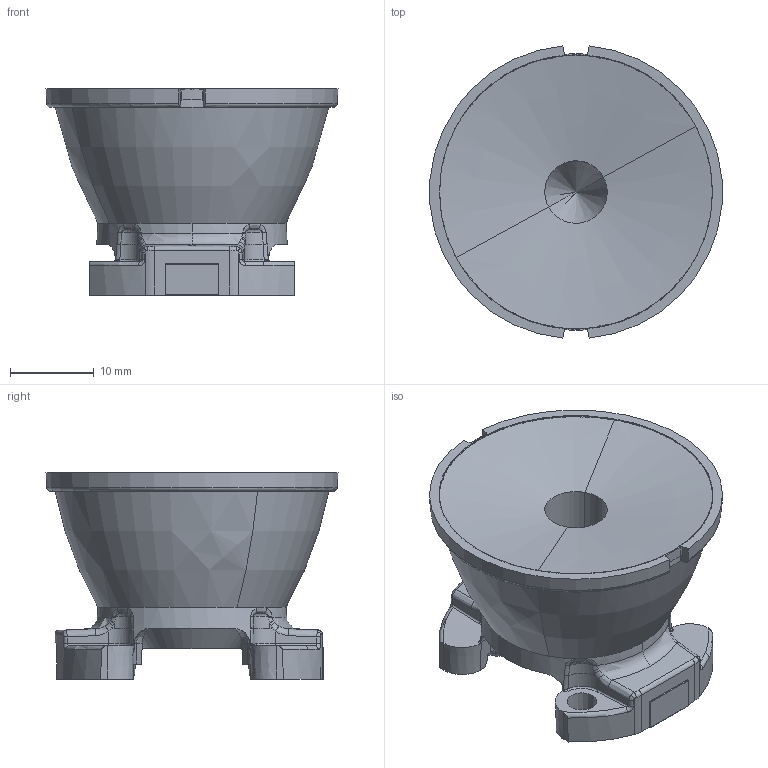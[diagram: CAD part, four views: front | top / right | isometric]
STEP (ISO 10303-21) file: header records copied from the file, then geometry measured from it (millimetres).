
FILE_DESCRIPTION(('CATIA V5 STEP Exchange'),'2;1');
FILE_NAME('20081114_pv_ledilstar_L_mechModel.stp','2010-08-17T07:19:06+00:00',('none'),('none'),'CATIA Version 5 Release 20 GA (IN-10)','CATIA V5 STEP AP203','none');
FILE_SCHEMA(('CONFIG_CONTROL_DESIGN'));
Length unit declared in the file: millimetre
Products named in the file (1): Ledilstar-L_mechmodel
Bounding box: 34.87 x 34.86 x 24.62 mm (x, y, z)
Volume: 12453.7 mm3; surface area: 4780.1 mm2
Topology: 1 solids, 1 shells, 550 faces, 1507 edges, 954 vertices
Faces by surface type: cone 152, sphere 138, bspline 94, plane 80, cylinder 57, torus 23, revolution 6
Entity records: 22799 total; most frequent: CARTESIAN_POINT 11850, ORIENTED_EDGE 2998, EDGE_CURVE 1499, DIRECTION 1090, B_SPLINE_CURVE_WITH_KNOTS 1053, VERTEX_POINT 954, AXIS2_PLACEMENT_3D 560, EDGE_LOOP 557
